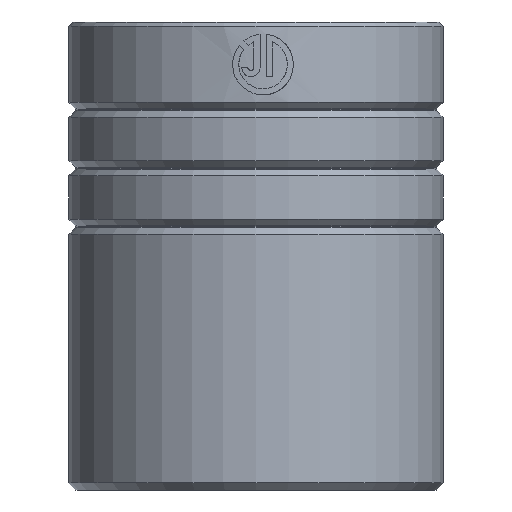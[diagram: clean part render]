
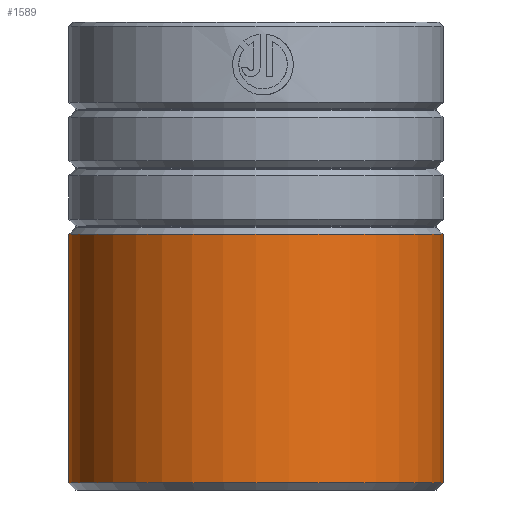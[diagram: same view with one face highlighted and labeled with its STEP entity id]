
A CAD part, front view. The second image highlights one B-rep face of the part: STEP entity #1589.
In plain terms, the highlighted cylindrical face has radius 32 mm (diameter 64 mm), a partial arc.
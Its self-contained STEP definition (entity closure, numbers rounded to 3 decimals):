
#45 = CARTESIAN_POINT ( 'NONE',  ( -32., 0., 1.2 ) ) ;
#108 = ORIENTED_EDGE ( 'NONE', *, *, #266, .F. ) ;
#137 = DIRECTION ( 'NONE',  ( 0., 0., -1. ) ) ;
#159 = AXIS2_PLACEMENT_3D ( 'NONE', #2202, #2642, #795 ) ;
#172 = VECTOR ( 'NONE', #2654, 1000. ) ;
#218 = CARTESIAN_POINT ( 'NONE',  ( -32., 0., 80. ) ) ;
#266 = EDGE_CURVE ( 'NONE', #1297, #1372, #2601, .T. ) ;
#283 = EDGE_LOOP ( 'NONE', ( #108, #354, #2157, #697 ) ) ;
#354 = ORIENTED_EDGE ( 'NONE', *, *, #633, .T. ) ;
#618 = DIRECTION ( 'NONE',  ( 0., 0., 1. ) ) ;
#633 = EDGE_CURVE ( 'NONE', #1297, #965, #1799, .T. ) ;
#639 = DIRECTION ( 'NONE',  ( 0., 0., -1. ) ) ;
#697 = ORIENTED_EDGE ( 'NONE', *, *, #2331, .T. ) ;
#795 = DIRECTION ( 'NONE',  ( -1., 0., 0. ) ) ;
#965 = VERTEX_POINT ( 'NONE', #1608 ) ;
#997 = FACE_OUTER_BOUND ( 'NONE', #283, .T. ) ;
#1021 = LINE ( 'NONE', #218, #172 ) ;
#1075 = AXIS2_PLACEMENT_3D ( 'NONE', #2487, #639, #1464 ) ;
#1089 = CIRCLE ( 'NONE', #2588, 32. ) ;
#1297 = VERTEX_POINT ( 'NONE', #1612 ) ;
#1372 = VERTEX_POINT ( 'NONE', #2535 ) ;
#1386 = CARTESIAN_POINT ( 'NONE',  ( 0., 0., 1.2 ) ) ;
#1464 = DIRECTION ( 'NONE',  ( -1., 0., 0. ) ) ;
#1577 = VECTOR ( 'NONE', #137, 1000. ) ;
#1589 = ADVANCED_FACE ( 'NONE', ( #997 ), #1596, .T. ) ;
#1596 = CYLINDRICAL_SURFACE ( 'NONE', #159, 32. ) ;
#1608 = CARTESIAN_POINT ( 'NONE',  ( -32., 0., 43.717 ) ) ;
#1612 = CARTESIAN_POINT ( 'NONE',  ( 32., 0., 43.717 ) ) ;
#1699 = VERTEX_POINT ( 'NONE', #45 ) ;
#1791 = DIRECTION ( 'NONE',  ( 1., 0., 0. ) ) ;
#1799 = CIRCLE ( 'NONE', #1075, 32. ) ;
#2077 = EDGE_CURVE ( 'NONE', #965, #1699, #1021, .T. ) ;
#2157 = ORIENTED_EDGE ( 'NONE', *, *, #2077, .T. ) ;
#2202 = CARTESIAN_POINT ( 'NONE',  ( 0., 0., 80. ) ) ;
#2331 = EDGE_CURVE ( 'NONE', #1699, #1372, #1089, .T. ) ;
#2388 = CARTESIAN_POINT ( 'NONE',  ( 32., 0., 80. ) ) ;
#2487 = CARTESIAN_POINT ( 'NONE',  ( 0., 0., 43.717 ) ) ;
#2535 = CARTESIAN_POINT ( 'NONE',  ( 32., 0., 1.2 ) ) ;
#2588 = AXIS2_PLACEMENT_3D ( 'NONE', #1386, #618, #1791 ) ;
#2601 = LINE ( 'NONE', #2388, #1577 ) ;
#2642 = DIRECTION ( 'NONE',  ( 0., 0., -1. ) ) ;
#2654 = DIRECTION ( 'NONE',  ( 0., 0., -1. ) ) ;
